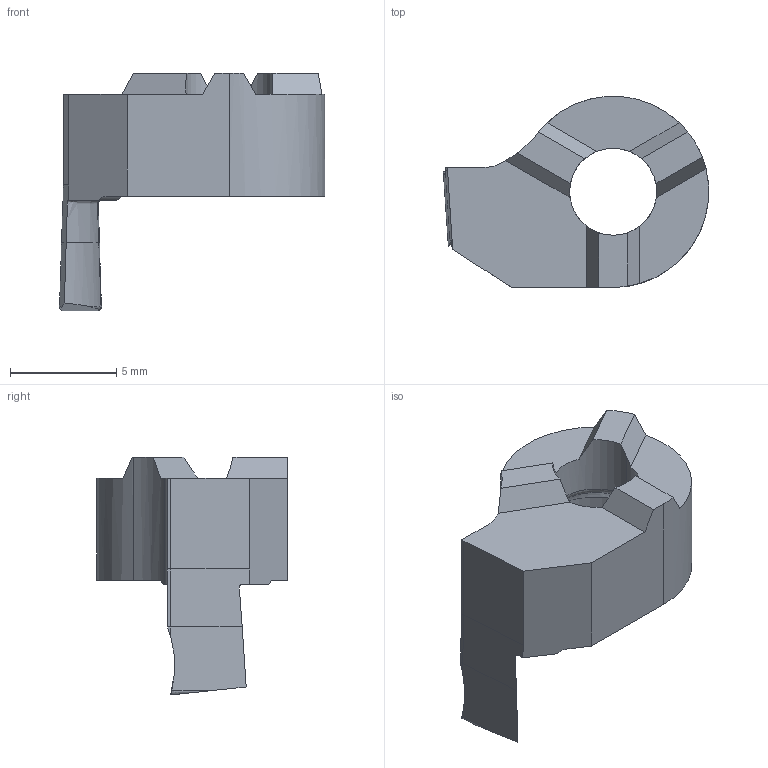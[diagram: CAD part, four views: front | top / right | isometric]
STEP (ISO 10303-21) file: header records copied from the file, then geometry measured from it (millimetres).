
FILE_DESCRIPTION(/* description */ (''),/* implementation_level */ '2;1');
FILE_NAME(/* name */ '1638011197793.stp',/* time_stamp */ '2021-11-27T16:36:59+05:00',/* author */ (''),/* organization */ ('SMS'),/* preprocessor_version */ 'ST-DEVELOPER v16.7',/* originating_system */ 'SIEMENS PLM Software NX 12.0',/* authorisation */ '');
FILE_SCHEMA (('AUTOMOTIVE_DESIGN { 1 0 10303 214 3 1 1 1 }'));
Length unit declared in the file: millimetre
Products named in the file (1): 203828492mod000_00
Bounding box: 12.49 x 8.99 x 11.2 mm (x, y, z)
Volume: 339.8 mm3; surface area: 454.2 mm2
Topology: 2 solids, 2 shells, 50 faces, 133 edges, 90 vertices
Faces by surface type: plane 30, cylinder 10, bspline 6, cone 2, torus 2
Entity records: 1973 total; most frequent: CARTESIAN_POINT 738, ORIENTED_EDGE 264, DIRECTION 226, EDGE_CURVE 132, VERTEX_POINT 85, AXIS2_PLACEMENT_3D 79, LINE 68, VECTOR 68
